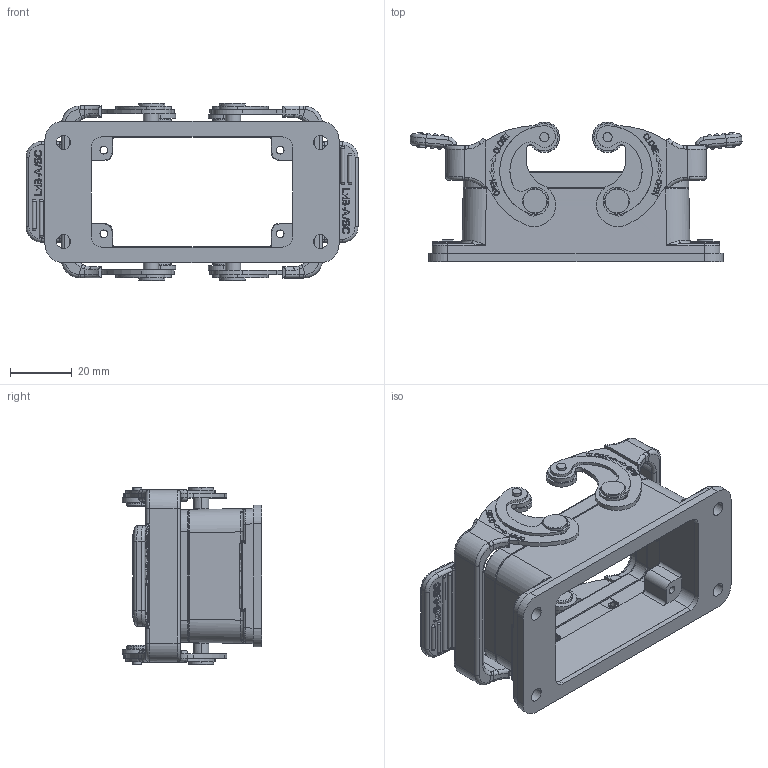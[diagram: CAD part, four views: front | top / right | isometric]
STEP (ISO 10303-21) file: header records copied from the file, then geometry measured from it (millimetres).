
FILE_DESCRIPTION(/* description */ (''),/* implementation_level */ '2;1');
FILE_NAME(/* name */ '3D_1240103411001_HV10B-BK-2L_SC_V1.1.stp',/* time_stamp */ '2023-12-13T15:45:05+08:00',/* author */ (''),/* organization */ (''),/* preprocessor_version */ 'ST-DEVELOPER v18.1',/* originating_system */ 'SIEMENS PLM Software NX 1980',/* authorisation */ '');
FILE_SCHEMA (('AUTOMOTIVE_DESIGN { 1 0 10303 214 3 1 1 1 }'));
Products named in the file (1): 14592EFC6233l342
Bounding box: 107.26 x 45.13 x 57.5 mm (x, y, z)
Volume: 44425.5 mm3; surface area: 33416.9 mm2
Topology: 1 solids, 7 shells, 1588 faces, 4228 edges, 2764 vertices
Faces by surface type: plane 753, cylinder 491, torus 122, extrusion 80, cone 56, bspline 50, sphere 36
Entity records: 62406 total; most frequent: CARTESIAN_POINT 16958, ORIENTED_EDGE 8360, DIRECTION 7035, EDGE_CURVE 4188, VERTEX_POINT 2764, AXIS2_PLACEMENT_3D 2504, VECTOR 2027, LINE 1947
